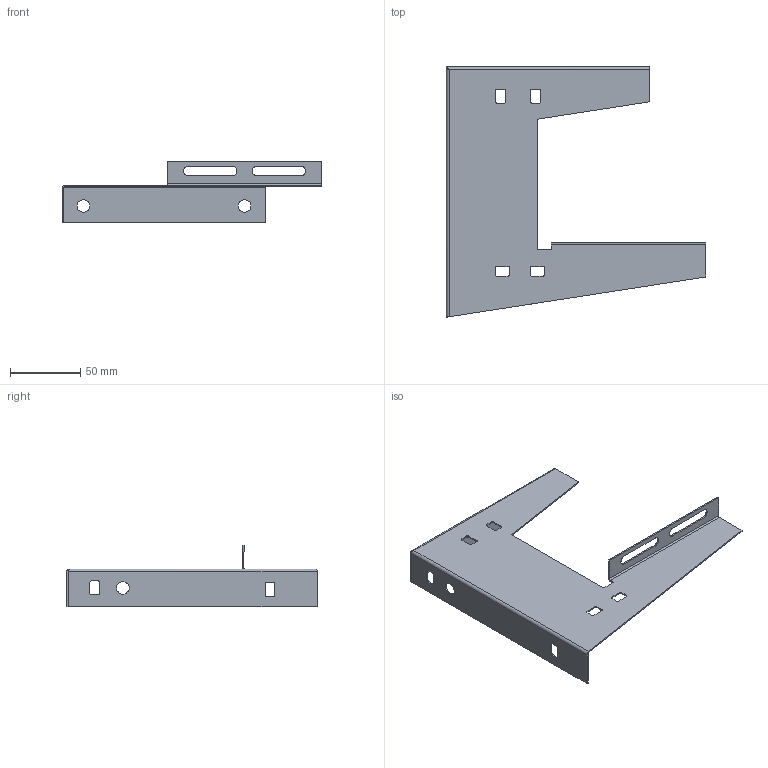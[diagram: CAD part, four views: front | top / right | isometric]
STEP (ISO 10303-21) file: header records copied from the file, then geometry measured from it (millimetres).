
FILE_DESCRIPTION (( 'STEP AP214' ), '1' );
FILE_NAME ('6363702.STP', '2021-01-07T14:48:50', ( '' ), ( '' ), 'SwSTEP 2.0', 'SolidWorks 2020', '' );
FILE_SCHEMA (( 'AUTOMOTIVE_DESIGN' ));
Length unit declared in the file: millimetre
Products named in the file (1): 6363702
Bounding box: 185 x 178.64 x 44.03 mm (x, y, z)
Volume: 26696.3 mm3; surface area: 54837.6 mm2
Topology: 1 solids, 1 shells, 98 faces, 264 edges, 168 vertices
Faces by surface type: plane 55, cylinder 40, bspline 3
Entity records: 4049 total; most frequent: CARTESIAN_POINT 669, ORIENTED_EDGE 528, DIRECTION 519, EDGE_CURVE 264, VECTOR 179, LINE 179, AXIS2_PLACEMENT_3D 170, VERTEX_POINT 168
